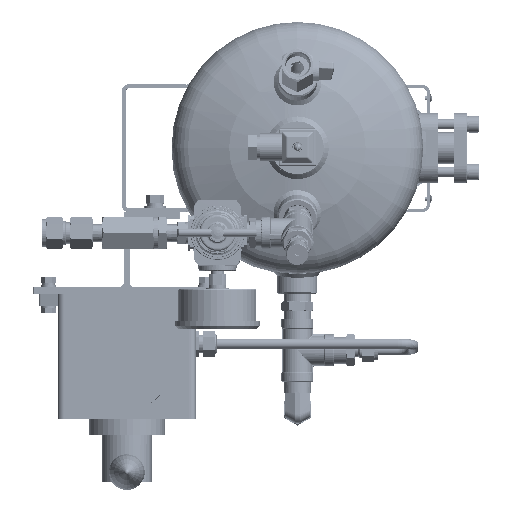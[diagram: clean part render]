
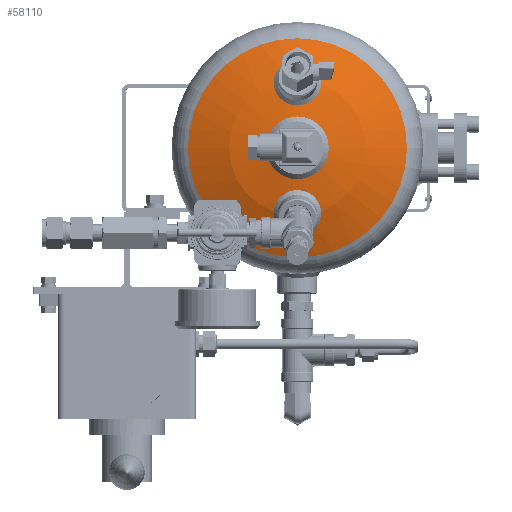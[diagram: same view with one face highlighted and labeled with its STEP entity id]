
A CAD part, top view. The second image highlights one B-rep face of the part: STEP entity #58110.
In plain terms, the highlighted spherical face has radius 202.3 mm.
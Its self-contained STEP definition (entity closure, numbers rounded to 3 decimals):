
#646=SPHERICAL_SURFACE('',#70357,202.3);
#11552=CIRCLE('',#70352,15.);
#11556=CIRCLE('',#70358,15.);
#11557=CIRCLE('',#70359,87.326);
#11558=CIRCLE('',#70360,20.);
#13998=ORIENTED_EDGE('',*,*,#31016,.T.);
#13999=ORIENTED_EDGE('',*,*,#31020,.T.);
#14000=ORIENTED_EDGE('',*,*,#31021,.F.);
#14001=ORIENTED_EDGE('',*,*,#31022,.F.);
#31016=EDGE_CURVE('',#39590,#39590,#11552,.T.);
#31020=EDGE_CURVE('',#39594,#39594,#11556,.T.);
#31021=EDGE_CURVE('',#39595,#39595,#11557,.T.);
#31022=EDGE_CURVE('',#39596,#39596,#11558,.F.);
#39590=VERTEX_POINT('',#92717);
#39594=VERTEX_POINT('',#92727);
#39595=VERTEX_POINT('',#92729);
#39596=VERTEX_POINT('',#92731);
#47974=EDGE_LOOP('',(#13998));
#47975=EDGE_LOOP('',(#13999));
#47976=EDGE_LOOP('',(#14000));
#47977=EDGE_LOOP('',(#14001));
#52633=FACE_BOUND('',#47974,.T.);
#52634=FACE_BOUND('',#47975,.T.);
#52635=FACE_BOUND('',#47976,.T.);
#52636=FACE_BOUND('',#47977,.T.);
#58110=ADVANCED_FACE('',(#52633,#52634,#52635,#52636),#646,.T.);
#70352=AXIS2_PLACEMENT_3D('',#92716,#76716,#76717);
#70357=AXIS2_PLACEMENT_3D('',#92725,#76726,#76727);
#70358=AXIS2_PLACEMENT_3D('',#92726,#76728,#76729);
#70359=AXIS2_PLACEMENT_3D('',#92728,#76730,#76731);
#70360=AXIS2_PLACEMENT_3D('',#92730,#76732,#76733);
#76716=DIRECTION('',(0.259,0.,-0.966));
#76717=DIRECTION('',(0.966,0.,0.259));
#76726=DIRECTION('',(0.,0.,-1.));
#76727=DIRECTION('',(1.,0.,0.));
#76728=DIRECTION('',(-0.259,0.,-0.966));
#76729=DIRECTION('',(-0.966,0.,0.259));
#76730=DIRECTION('',(0.,0.,-1.));
#76731=DIRECTION('',(-1.,0.,0.));
#76732=DIRECTION('',(0.,0.,-1.));
#76733=DIRECTION('',(-1.,0.,0.));
#92716=CARTESIAN_POINT('',(-52.215,0.,46.028));
#92717=CARTESIAN_POINT('',(-37.726,0.,49.911));
#92725=CARTESIAN_POINT('',(0.,0.,-148.841));
#92726=CARTESIAN_POINT('',(52.215,0.,46.028));
#92727=CARTESIAN_POINT('',(37.726,0.,49.911));
#92728=CARTESIAN_POINT('',(0.,0.,33.641));
#92729=CARTESIAN_POINT('',(-87.326,0.,33.641));
#92730=CARTESIAN_POINT('',(0.,0.,52.468));
#92731=CARTESIAN_POINT('',(-20.,0.,52.468));
